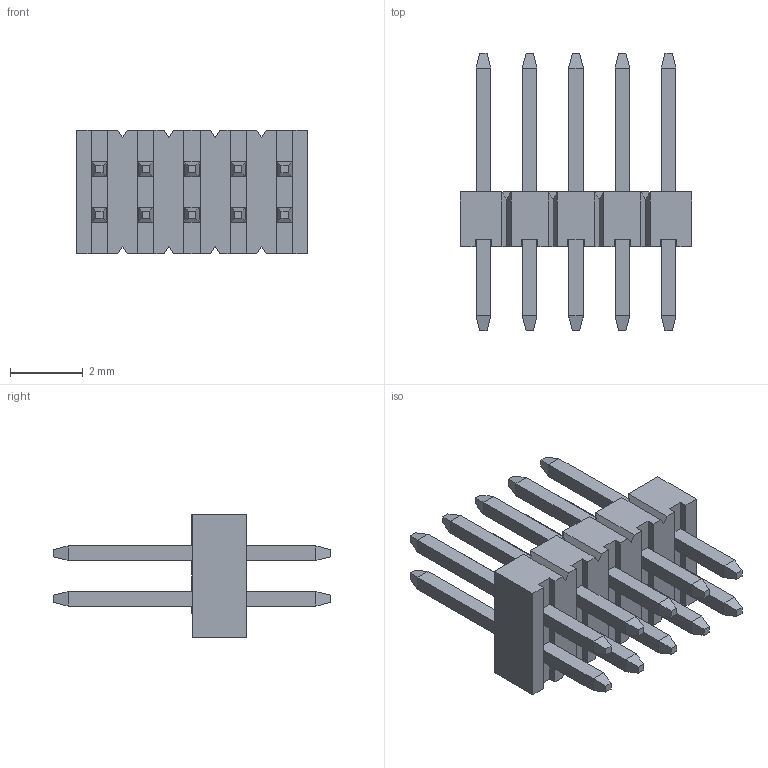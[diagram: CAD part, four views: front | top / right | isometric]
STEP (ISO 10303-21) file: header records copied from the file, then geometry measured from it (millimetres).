
FILE_DESCRIPTION (( 'STEP AP214' ), '1' );
FILE_NAME ('62201021121.STEP', '2022-02-16T05:03:07', ( '' ), ( '' ), 'SwSTEP 2.0', 'SolidWorks 2018', '' );
FILE_SCHEMA (( 'AUTOMOTIVE_DESIGN' ));
Length unit declared in the file: millimetre
Products named in the file (2): 62201021121
Bounding box: 6.35 x 7.6 x 3.4 mm (x, y, z)
Volume: 39.9 mm3; surface area: 219.6 mm2
Topology: 11 solids, 11 shells, 254 faces, 592 edges, 360 vertices
Faces by surface type: plane 254
Entity records: 9917 total; most frequent: CARTESIAN_POINT 1208, ORIENTED_EDGE 1184, DIRECTION 1104, LINE 592, EDGE_CURVE 592, VECTOR 592, VERTEX_POINT 360, EDGE_LOOP 274
